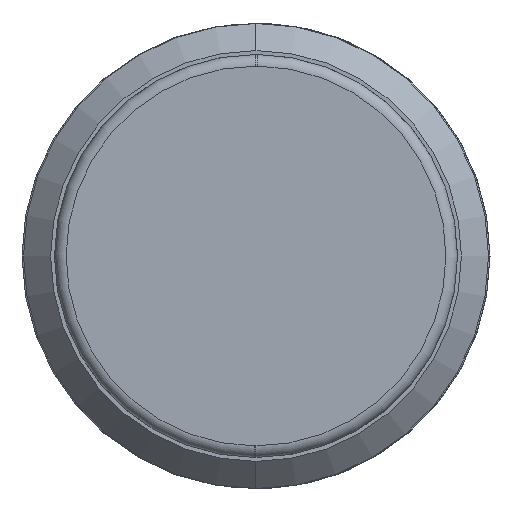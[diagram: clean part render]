
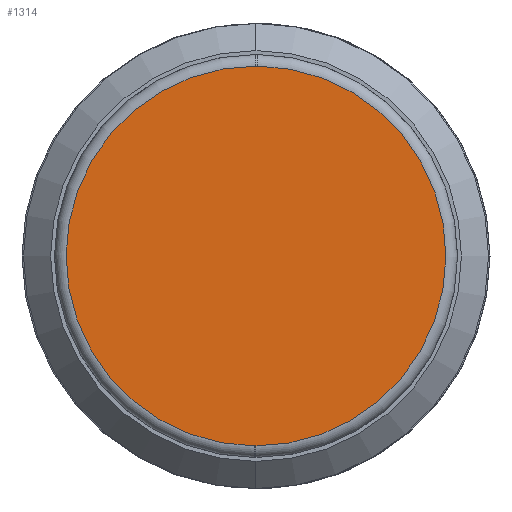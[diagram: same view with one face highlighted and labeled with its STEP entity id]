
A CAD part, front view. The second image highlights one B-rep face of the part: STEP entity #1314.
In plain terms, the highlighted planar face has unit normal (0, -1, 0).
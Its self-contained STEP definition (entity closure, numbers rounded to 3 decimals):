
#1314=ADVANCED_FACE('',(#2576),#2577,.F.);
#2576=FACE_OUTER_BOUND('',#3875,.T.);
#2577=PLANE('',#3876);
#3875=EDGE_LOOP('',(#6864,#6865,#6866,#6867));
#3876=AXIS2_PLACEMENT_3D('',#6868,#6869,#6870);
#6864=ORIENTED_EDGE('',*,*,#7931,.T.);
#6865=ORIENTED_EDGE('',*,*,#7906,.T.);
#6866=ORIENTED_EDGE('',*,*,#7929,.T.);
#6867=ORIENTED_EDGE('',*,*,#7911,.T.);
#6868=CARTESIAN_POINT('',(0.0,-8.0,0.0));
#6869=DIRECTION('',(-0.0,1.0,0.0));
#6870=DIRECTION('',(1.0,0.0,0.0));
#7906=EDGE_CURVE('',#9305,#9309,#9311,.T.);
#7911=EDGE_CURVE('',#9314,#9318,#9320,.T.);
#7929=EDGE_CURVE('',#9309,#9314,#9344,.T.);
#7931=EDGE_CURVE('',#9318,#9305,#9346,.T.);
#9305=VERTEX_POINT('',#15730);
#9309=VERTEX_POINT('',#15734);
#9311=CIRCLE('',#15736,4.9);
#9314=VERTEX_POINT('',#15739);
#9318=VERTEX_POINT('',#15743);
#9320=CIRCLE('',#15745,4.9);
#9344=CIRCLE('',#15773,4.9);
#9346=CIRCLE('',#15775,4.9);
#15730=CARTESIAN_POINT('',(-0.04,-8.0,-4.9));
#15734=CARTESIAN_POINT('',(0.0,-8.0,-4.9));
#15736=AXIS2_PLACEMENT_3D('',#16712,#16713,#16714);
#15739=CARTESIAN_POINT('',(0.04,-8.0,4.9));
#15743=CARTESIAN_POINT('',(0.0,-8.0,4.9));
#15745=AXIS2_PLACEMENT_3D('',#16724,#16725,#16726);
#15773=AXIS2_PLACEMENT_3D('',#16752,#16753,#16754);
#15775=AXIS2_PLACEMENT_3D('',#16755,#16756,#16757);
#16712=CARTESIAN_POINT('',(0.0,-8.0,0.0));
#16713=DIRECTION('',(0.0,-1.0,0.0));
#16714=DIRECTION('',(0.0,0.0,1.0));
#16724=CARTESIAN_POINT('',(0.0,-8.0,0.0));
#16725=DIRECTION('',(0.0,-1.0,0.0));
#16726=DIRECTION('',(0.0,0.0,-1.0));
#16752=CARTESIAN_POINT('',(0.0,-8.0,0.0));
#16753=DIRECTION('',(0.0,-1.0,0.0));
#16754=DIRECTION('',(0.0,0.0,-1.0));
#16755=CARTESIAN_POINT('',(0.0,-8.0,0.0));
#16756=DIRECTION('',(0.0,-1.0,0.0));
#16757=DIRECTION('',(0.0,0.0,1.0));
